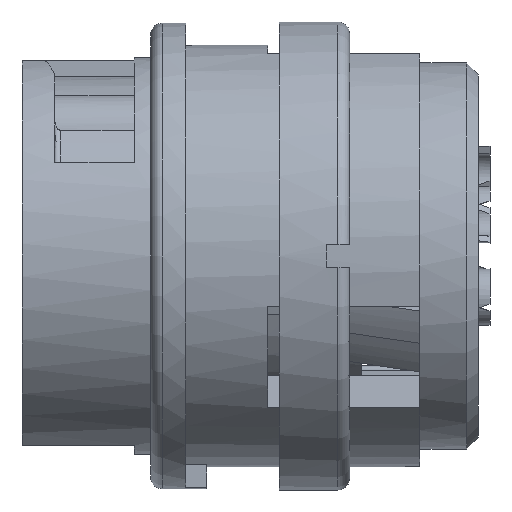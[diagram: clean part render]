
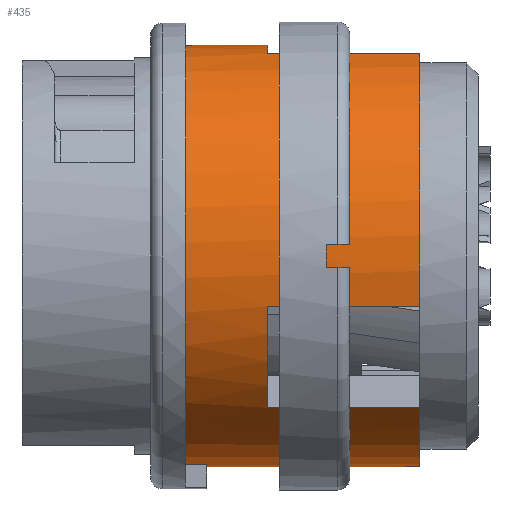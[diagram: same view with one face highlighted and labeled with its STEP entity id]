
A CAD part, front view. The second image highlights one B-rep face of the part: STEP entity #435.
In plain terms, the highlighted cylindrical face has radius 9 mm (diameter 18 mm), a partial arc.
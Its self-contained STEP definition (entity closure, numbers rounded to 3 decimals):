
#435=ADVANCED_FACE('',(#1223),#1224,.T.);
#1223=FACE_OUTER_BOUND('',#2101,.T.);
#1224=CYLINDRICAL_SURFACE('',#2102,9.0);
#2101=EDGE_LOOP('',(#5350,#5351,#5352,#5353,#5354,#5355,#5356,#5357,#5358,#5359,#5360,#5361));
#2102=AXIS2_PLACEMENT_3D('',#5362,#5363,#5364);
#5350=ORIENTED_EDGE('',*,*,#6027,.T.);
#5351=ORIENTED_EDGE('',*,*,#6946,.F.);
#5352=ORIENTED_EDGE('',*,*,#6982,.F.);
#5353=ORIENTED_EDGE('',*,*,#6900,.F.);
#5354=ORIENTED_EDGE('',*,*,#6983,.F.);
#5355=ORIENTED_EDGE('',*,*,#6950,.F.);
#5356=ORIENTED_EDGE('',*,*,#6984,.F.);
#5357=ORIENTED_EDGE('',*,*,#6896,.F.);
#5358=ORIENTED_EDGE('',*,*,#6031,.T.);
#5359=ORIENTED_EDGE('',*,*,#6906,.F.);
#5360=ORIENTED_EDGE('',*,*,#6985,.F.);
#5361=ORIENTED_EDGE('',*,*,#6986,.T.);
#5362=CARTESIAN_POINT('',(12.0,0.0,0.0));
#5363=DIRECTION('',(-1.0,0.0,-0.0));
#5364=DIRECTION('',(0.0,0.0,-1.0));
#6027=EDGE_CURVE('',#7204,#7205,#7206,.T.);
#6031=EDGE_CURVE('',#7213,#7211,#7214,.T.);
#6896=EDGE_CURVE('',#7213,#8658,#8659,.T.);
#6900=EDGE_CURVE('',#8664,#8666,#8667,.T.);
#6906=EDGE_CURVE('',#8675,#7211,#8677,.T.);
#6946=EDGE_CURVE('',#8731,#7205,#8733,.T.);
#6950=EDGE_CURVE('',#8738,#8735,#8740,.T.);
#6982=EDGE_CURVE('',#8666,#8731,#8788,.T.);
#6983=EDGE_CURVE('',#8735,#8664,#8789,.T.);
#6984=EDGE_CURVE('',#8658,#8738,#8790,.T.);
#6985=EDGE_CURVE('',#8791,#8675,#8792,.T.);
#6986=EDGE_CURVE('',#8791,#7204,#8793,.T.);
#7204=VERTEX_POINT('',#9091);
#7205=VERTEX_POINT('',#9092);
#7206=LINE('',#9093,#9094);
#7211=VERTEX_POINT('',#9100);
#7213=VERTEX_POINT('',#9102);
#7214=LINE('',#9103,#9104);
#8658=VERTEX_POINT('',#12420);
#8659=CIRCLE('',#12421,9.0);
#8664=VERTEX_POINT('',#12427);
#8666=VERTEX_POINT('',#12430);
#8667=CIRCLE('',#12431,9.0);
#8675=VERTEX_POINT('',#12441);
#8677=CIRCLE('',#12444,9.0);
#8731=VERTEX_POINT('',#12540);
#8733=CIRCLE('',#12543,9.0);
#8735=VERTEX_POINT('',#12545);
#8738=VERTEX_POINT('',#12549);
#8740=CIRCLE('',#12552,9.0);
#8788=LINE('',#12626,#12627);
#8789=LINE('',#12628,#12629);
#8790=LINE('',#12630,#12631);
#8791=VERTEX_POINT('',#12632);
#8792=LINE('',#12633,#12634);
#8793=CIRCLE('',#12635,9.);
#9091=CARTESIAN_POINT('',(7.9,0.,-9.));
#9092=CARTESIAN_POINT('',(17.0,0.,-9.0));
#9093=CARTESIAN_POINT('',(12.0,0.,-9.0));
#9094=VECTOR('',#13109,1.0);
#9100=CARTESIAN_POINT('',(7.,0.,9.0));
#9102=CARTESIAN_POINT('',(10.5,0.,9.0));
#9103=CARTESIAN_POINT('',(12.0,0.,9.0));
#9104=VECTOR('',#13117,1.0);
#12420=CARTESIAN_POINT('',(10.5,-2.5,8.646));
#12421=AXIS2_PLACEMENT_3D('',#14361,#14362,#14363);
#12427=CARTESIAN_POINT('',(10.5,-8.737,-2.158));
#12430=CARTESIAN_POINT('',(10.5,-6.237,-6.488));
#12431=AXIS2_PLACEMENT_3D('',#14369,#14370,#14371);
#12441=CARTESIAN_POINT('',(7.,-1.15,-8.926));
#12444=AXIS2_PLACEMENT_3D('',#14381,#14382,#14383);
#12540=CARTESIAN_POINT('',(17.0,-6.237,-6.488));
#12543=AXIS2_PLACEMENT_3D('',#14445,#14446,#14447);
#12545=CARTESIAN_POINT('',(17.0,-8.737,-2.158));
#12549=CARTESIAN_POINT('',(17.0,-2.5,8.646));
#12552=AXIS2_PLACEMENT_3D('',#14453,#14454,#14455);
#12626=CARTESIAN_POINT('',(12.0,-6.237,-6.488));
#12627=VECTOR('',#14518,1.0);
#12628=CARTESIAN_POINT('',(12.0,-8.737,-2.158));
#12629=VECTOR('',#14519,1.0);
#12630=CARTESIAN_POINT('',(12.0,-2.5,8.646));
#12631=VECTOR('',#14520,1.0);
#12632=CARTESIAN_POINT('',(7.9,-1.15,-8.926));
#12633=CARTESIAN_POINT('',(7.9,-1.15,-8.926));
#12634=VECTOR('',#14521,1.0);
#12635=AXIS2_PLACEMENT_3D('',#14522,#14523,#14524);
#13109=DIRECTION('',(1.0,-0.0,-0.0));
#13117=DIRECTION('',(-1.0,0.0,-0.0));
#14361=CARTESIAN_POINT('',(10.5,0.0,0.0));
#14362=DIRECTION('',(1.0,0.0,-0.0));
#14363=DIRECTION('',(0.0,0.0,1.0));
#14369=CARTESIAN_POINT('',(10.5,0.0,0.0));
#14370=DIRECTION('',(1.0,0.0,-0.0));
#14371=DIRECTION('',(0.0,0.0,1.0));
#14381=CARTESIAN_POINT('',(7.,0.0,0.0));
#14382=DIRECTION('',(-1.0,0.0,0.0));
#14383=DIRECTION('',(0.0,0.0,-1.0));
#14445=CARTESIAN_POINT('',(17.0,0.0,0.0));
#14446=DIRECTION('',(1.0,0.0,0.0));
#14447=DIRECTION('',(0.0,0.0,-1.0));
#14453=CARTESIAN_POINT('',(17.0,0.0,0.0));
#14454=DIRECTION('',(1.0,0.0,0.0));
#14455=DIRECTION('',(0.0,0.0,-1.0));
#14518=DIRECTION('',(1.0,0.0,0.0));
#14519=DIRECTION('',(-1.0,0.0,0.0));
#14520=DIRECTION('',(1.0,0.0,0.0));
#14521=DIRECTION('',(-1.0,0.0,0.0));
#14522=CARTESIAN_POINT('',(7.9,0.,0.));
#14523=DIRECTION('',(1.0,0.0,0.0));
#14524=DIRECTION('',(0.0,1.0,0.));
